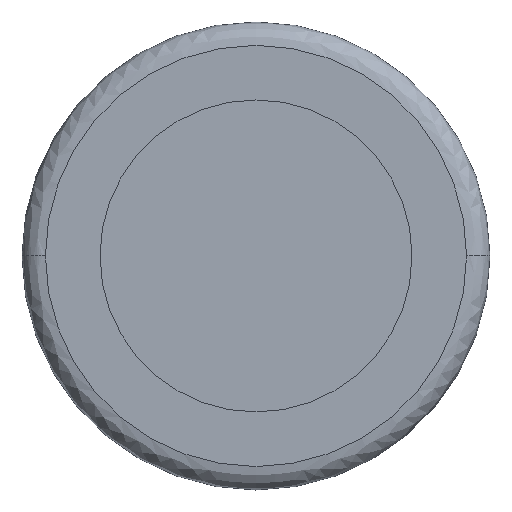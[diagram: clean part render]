
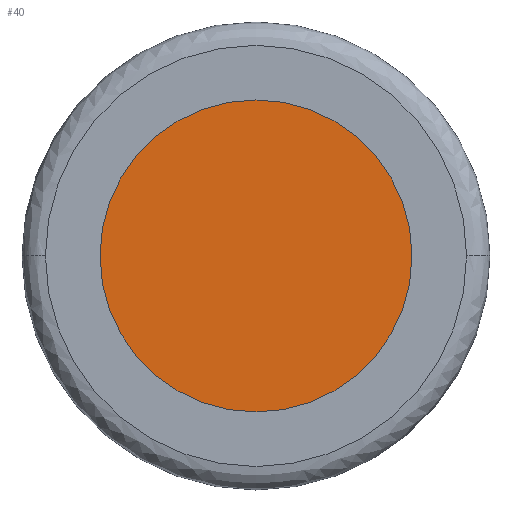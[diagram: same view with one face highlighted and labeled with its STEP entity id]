
A CAD part, top view. The second image highlights one B-rep face of the part: STEP entity #40.
In plain terms, the highlighted planar face has unit normal (0, 0, 1).
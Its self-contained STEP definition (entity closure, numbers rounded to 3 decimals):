
#40=ADVANCED_FACE('',(#61),#60,.F.);
#60=PLANE('',#267);
#61=FACE_OUTER_BOUND('',#268,.T.);
#264=CARTESIAN_POINT('',(46.,-41.569,-1.));
#265=DIRECTION('',(0.,0.,-1.));
#266=DIRECTION('',(-1.,0.,0.));
#267=AXIS2_PLACEMENT_3D('',#264,#265,#266);
#268=EDGE_LOOP('',(#452,#453));
#452=ORIENTED_EDGE('',*,*,#528,.F.);
#453=ORIENTED_EDGE('',*,*,#529,.F.);
#528=EDGE_CURVE('',#566,#567,#568,.T.);
#529=EDGE_CURVE('',#567,#566,#574,.T.);
#566=VERTEX_POINT('',#818);
#567=VERTEX_POINT('',#819);
#568=CIRCLE('',#823,20.);
#574=CIRCLE('',#827,20.);
#818=CARTESIAN_POINT('',(20.,0.,-1.));
#819=CARTESIAN_POINT('',(-20.,0.,-1.));
#820=CARTESIAN_POINT('',(0.,0.,-1.));
#821=DIRECTION('',(0.,0.,-1.));
#822=DIRECTION('',(-1.,0.,0.));
#823=AXIS2_PLACEMENT_3D('',#820,#821,#822);
#824=CARTESIAN_POINT('',(0.,0.,-1.));
#825=DIRECTION('',(0.,0.,-1.));
#826=DIRECTION('',(-1.,0.,0.));
#827=AXIS2_PLACEMENT_3D('',#824,#825,#826);
